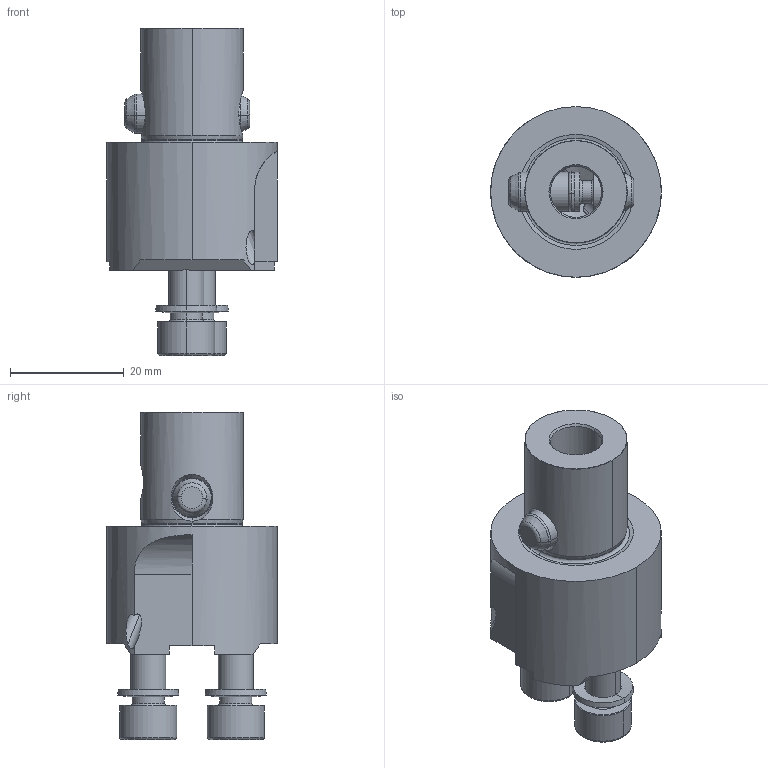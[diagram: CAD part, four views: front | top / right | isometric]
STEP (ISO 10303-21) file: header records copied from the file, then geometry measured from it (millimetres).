
FILE_DESCRIPTION(('no description'),'unknown implementation level');
FILE_NAME('03D2EF5F-3789-40CE-B2A1-62F1AD892D43_export.stp',' ',('CIMSOURCE GmbH'),('CADClick - KiM GmbH - www.kimweb.de'),'unknown preprocess','ACIS','unknown authorization');
FILE_SCHEMA(('automotive_design'));
Length unit declared in the file: millimetre
Products named in the file (7): 315.301 Kaiser TWN 32-42(51) X CK3|315.330 Kaiser TW 32-51 X CK3B_Standard;NONE; 315.301 Kaiser TWN 32-42(51) X CK3|693.182 Kaiser ETL �6.4_10.8L 10S_Standard;NONE; 315.301 Kaiser TWN 32-42(51) X CK3|315.350 Kaiser ETL M6_6.15 X 24_Standard;NONE; 315.301 Kaiser TWN 32-42(51) X CK3|691.503 Kaiser ETL �7 X 22K_Standard|692.272 O-Ring_Standard;NONE; 315.301 Kaiser TWN 32-42(51) X CK3|691.503 Kaiser ETL �7 X 22K_Standard|691.523 Mitnehmerbolzen_Standard;NONE
Bounding box: 30 x 30 x 57.5 mm (x, y, z)
Volume: 19277.6 mm3; surface area: 9159.3 mm2
Topology: 7 solids, 7 shells, 229 faces, 521 edges, 299 vertices
Faces by surface type: cone 80, cylinder 66, plane 47, torus 36
Entity records: 12923 total; most frequent: CARTESIAN_POINT 1778, DIRECTION 1181, STYLED_ITEM 1039, PRESENTATION_STYLE_ASSIGNMENT 1039, COLOUR_RGB 1039, ORIENTED_EDGE 1022, EDGE_CURVE 511, CURVE_STYLE 511
